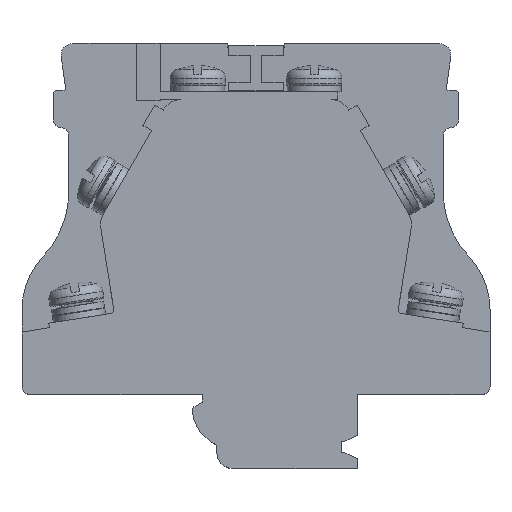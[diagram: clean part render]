
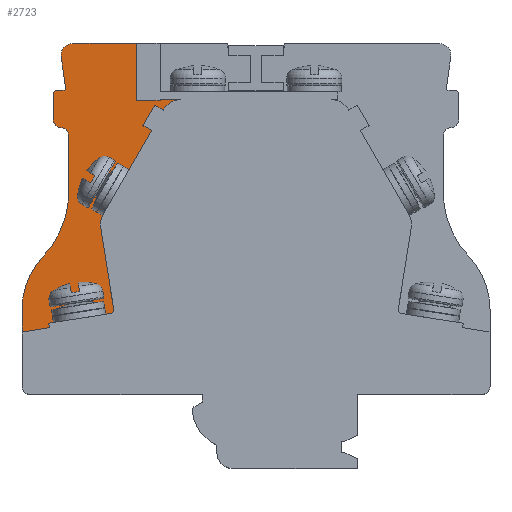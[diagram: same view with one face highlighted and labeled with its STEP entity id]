
A CAD part, top view. The second image highlights one B-rep face of the part: STEP entity #2723.
In plain terms, the highlighted planar face has unit normal (0, 0, 1).
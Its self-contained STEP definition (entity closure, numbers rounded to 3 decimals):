
#304=DIRECTION('',(0.,-1.,0.));
#305=VECTOR('',#304,2.871);
#306=CARTESIAN_POINT('',(-30.,-6.879,-3.4));
#307=LINE('',#306,#305);
#447=DIRECTION('',(0.,1.,0.));
#448=VECTOR('',#447,7.3);
#449=CARTESIAN_POINT('',(-15.3,19.95,-3.4));
#450=LINE('',#449,#448);
#451=DIRECTION('',(-1.,0.,0.));
#452=VECTOR('',#451,3.);
#453=CARTESIAN_POINT('',(-12.3,19.95,-3.4));
#454=LINE('',#453,#452);
#455=DIRECTION('',(0.,-1.,0.));
#456=VECTOR('',#455,0.1);
#457=CARTESIAN_POINT('',(-12.3,20.05,-3.4));
#458=LINE('',#457,#456);
#459=DIRECTION('',(-1.,0.,0.));
#460=VECTOR('',#459,2.643);
#461=CARTESIAN_POINT('',(-9.657,20.05,-3.4));
#462=LINE('',#461,#460);
#463=CARTESIAN_POINT('',(-9.657,17.55,-3.4));
#464=DIRECTION('',(0.,0.,-1.));
#465=DIRECTION('',(-0.866,0.5,0.));
#466=AXIS2_PLACEMENT_3D('',#463,#464,#465);
#468=DIRECTION('',(0.5,0.866,0.));
#469=VECTOR('',#468,0.115);
#470=CARTESIAN_POINT('',(-11.879,18.701,-3.4));
#471=LINE('',#470,#469);
#472=DIRECTION('',(0.866,-0.5,0.));
#473=VECTOR('',#472,1.294);
#474=CARTESIAN_POINT('',(-13.,19.348,-3.4));
#475=LINE('',#474,#473);
#476=DIRECTION('',(0.5,0.866,0.));
#477=VECTOR('',#476,3.);
#478=CARTESIAN_POINT('',(-14.5,16.75,-3.4));
#479=LINE('',#478,#477);
#480=DIRECTION('',(-0.866,0.5,0.));
#481=VECTOR('',#480,1.294);
#482=CARTESIAN_POINT('',(-13.379,16.103,-3.4));
#483=LINE('',#482,#481);
#484=DIRECTION('',(0.5,0.866,0.));
#485=VECTOR('',#484,12.457);
#486=CARTESIAN_POINT('',(-19.607,5.315,-3.4));
#487=LINE('',#486,#485);
#488=CARTESIAN_POINT('',(-17.442,4.065,-3.4));
#489=DIRECTION('',(0.,0.,-1.));
#490=DIRECTION('',(-0.988,-0.156,0.));
#491=AXIS2_PLACEMENT_3D('',#488,#489,#490);
#493=DIRECTION('',(-0.156,0.988,0.));
#494=VECTOR('',#493,10.615);
#495=CARTESIAN_POINT('',(-18.251,-6.81,-3.4));
#496=LINE('',#495,#494);
#497=CARTESIAN_POINT('',(-18.745,-6.888,-3.4));
#498=DIRECTION('',(0.,0.,1.));
#499=DIRECTION('',(0.156,-0.988,0.));
#500=AXIS2_PLACEMENT_3D('',#497,#498,#499);
#502=DIRECTION('',(0.988,0.156,0.));
#503=VECTOR('',#502,8.);
#504=CARTESIAN_POINT('',(-26.568,-8.634,-3.4));
#505=LINE('',#504,#503);
#506=DIRECTION('',(-0.156,0.988,0.));
#507=VECTOR('',#506,0.566);
#508=CARTESIAN_POINT('',(-26.48,-9.192,-3.4));
#509=LINE('',#508,#507);
#510=DIRECTION('',(0.988,0.156,0.));
#511=VECTOR('',#510,3.564);
#512=CARTESIAN_POINT('',(-30.,-9.75,-3.4));
#513=LINE('',#512,#511);
#534=DIRECTION('',(-1.,0.,0.));
#535=VECTOR('',#534,8.193);
#536=CARTESIAN_POINT('',(-15.3,27.25,-3.4));
#537=LINE('',#536,#535);
#1316=CARTESIAN_POINT('',(-23.493,25.75,-3.4));
#1317=DIRECTION('',(0.,0.,1.));
#1318=DIRECTION('',(0.,1.,0.));
#1319=AXIS2_PLACEMENT_3D('',#1316,#1317,#1318);
#1325=DIRECTION('',(0.139,-0.99,0.));
#1326=VECTOR('',#1325,4.103);
#1327=CARTESIAN_POINT('',(-24.978,25.541,-3.4));
#1328=LINE('',#1327,#1326);
#1333=CARTESIAN_POINT('',(-24.605,21.45,-3.4));
#1334=DIRECTION('',(0.,0.,1.));
#1335=DIRECTION('',(0.,-1.,0.));
#1336=AXIS2_PLACEMENT_3D('',#1333,#1334,#1335);
#1342=DIRECTION('',(-1.,0.,0.));
#1343=VECTOR('',#1342,0.895);
#1344=CARTESIAN_POINT('',(-24.605,21.25,-3.4));
#1345=LINE('',#1344,#1343);
#1350=CARTESIAN_POINT('',(-25.5,20.75,-3.4));
#1351=DIRECTION('',(0.,0.,1.));
#1352=DIRECTION('',(0.,1.,0.));
#1353=AXIS2_PLACEMENT_3D('',#1350,#1351,#1352);
#1359=DIRECTION('',(0.,-1.,0.));
#1360=VECTOR('',#1359,3.3);
#1361=CARTESIAN_POINT('',(-26.,20.75,-3.4));
#1362=LINE('',#1361,#1360);
#1367=CARTESIAN_POINT('',(-25.,17.45,-3.4));
#1368=DIRECTION('',(0.,0.,1.));
#1369=DIRECTION('',(-1.,0.,0.));
#1370=AXIS2_PLACEMENT_3D('',#1367,#1368,#1369);
#1376=CARTESIAN_POINT('',(-25.,15.45,-3.4));
#1377=DIRECTION('',(0.,0.,1.));
#1378=DIRECTION('',(1.,0.,0.));
#1379=AXIS2_PLACEMENT_3D('',#1376,#1377,#1378);
#1385=DIRECTION('',(0.,-1.,0.));
#1386=VECTOR('',#1385,7.229);
#1387=CARTESIAN_POINT('',(-24.,15.45,-3.4));
#1388=LINE('',#1387,#1386);
#1393=CARTESIAN_POINT('',(-36.,8.221,-3.4));
#1394=DIRECTION('',(0.,0.,1.));
#1395=DIRECTION('',(0.727,-0.686,0.));
#1396=AXIS2_PLACEMENT_3D('',#1393,#1394,#1395);
#1402=CARTESIAN_POINT('',(-20.,-6.879,-3.4));
#1403=DIRECTION('',(0.,0.,1.));
#1404=DIRECTION('',(-0.727,0.686,0.));
#1405=AXIS2_PLACEMENT_3D('',#1402,#1403,#1404);
#1985=CARTESIAN_POINT('',(-26.48,-9.192,-3.4));
#1986=CARTESIAN_POINT('',(-26.568,-8.634,-3.4));
#1987=VERTEX_POINT('',#1985);
#1988=VERTEX_POINT('',#1986);
#1989=CARTESIAN_POINT('',(-18.667,-7.382,-3.4));
#1990=VERTEX_POINT('',#1989);
#1991=CARTESIAN_POINT('',(-18.251,-6.81,-3.4));
#1992=VERTEX_POINT('',#1991);
#1993=CARTESIAN_POINT('',(-19.912,3.674,-3.4));
#1994=VERTEX_POINT('',#1993);
#1995=CARTESIAN_POINT('',(-19.607,5.315,-3.4));
#1996=VERTEX_POINT('',#1995);
#1997=CARTESIAN_POINT('',(-13.379,16.103,-3.4));
#1998=VERTEX_POINT('',#1997);
#1999=CARTESIAN_POINT('',(-14.5,16.75,-3.4));
#2000=VERTEX_POINT('',#1999);
#2001=CARTESIAN_POINT('',(-13.,19.348,-3.4));
#2002=VERTEX_POINT('',#2001);
#2003=CARTESIAN_POINT('',(-11.879,18.701,-3.4));
#2004=VERTEX_POINT('',#2003);
#2005=CARTESIAN_POINT('',(-11.822,18.8,-3.4));
#2006=VERTEX_POINT('',#2005);
#2007=CARTESIAN_POINT('',(-9.657,20.05,-3.4));
#2008=VERTEX_POINT('',#2007);
#2009=CARTESIAN_POINT('',(-12.3,20.05,-3.4));
#2010=VERTEX_POINT('',#2009);
#2011=CARTESIAN_POINT('',(-12.3,19.95,-3.4));
#2012=VERTEX_POINT('',#2011);
#2013=CARTESIAN_POINT('',(-15.3,19.95,-3.4));
#2014=VERTEX_POINT('',#2013);
#2175=CARTESIAN_POINT('',(-15.3,27.25,-3.4));
#2176=CARTESIAN_POINT('',(-23.493,27.25,-3.4));
#2177=VERTEX_POINT('',#2175);
#2178=VERTEX_POINT('',#2176);
#2179=CARTESIAN_POINT('',(-24.978,25.541,-3.4));
#2180=VERTEX_POINT('',#2179);
#2181=CARTESIAN_POINT('',(-24.407,21.478,-3.4));
#2182=VERTEX_POINT('',#2181);
#2183=CARTESIAN_POINT('',(-24.605,21.25,-3.4));
#2184=VERTEX_POINT('',#2183);
#2185=CARTESIAN_POINT('',(-25.5,21.25,-3.4));
#2186=VERTEX_POINT('',#2185);
#2187=CARTESIAN_POINT('',(-26.,20.75,-3.4));
#2188=VERTEX_POINT('',#2187);
#2189=CARTESIAN_POINT('',(-26.,17.45,-3.4));
#2190=VERTEX_POINT('',#2189);
#2191=CARTESIAN_POINT('',(-25.,16.45,-3.4));
#2192=VERTEX_POINT('',#2191);
#2193=CARTESIAN_POINT('',(-24.,15.45,-3.4));
#2194=VERTEX_POINT('',#2193);
#2195=CARTESIAN_POINT('',(-24.,8.221,-3.4));
#2196=VERTEX_POINT('',#2195);
#2197=CARTESIAN_POINT('',(-27.273,-0.016,-3.4));
#2198=VERTEX_POINT('',#2197);
#2199=CARTESIAN_POINT('',(-30.,-6.879,-3.4));
#2200=VERTEX_POINT('',#2199);
#2201=CARTESIAN_POINT('',(-30.,-9.75,-3.4));
#2202=VERTEX_POINT('',#2201);
#2660=CARTESIAN_POINT('',(0.,0.,-3.4));
#2661=DIRECTION('',(0.,0.,1.));
#2662=DIRECTION('',(1.,0.,0.));
#2663=AXIS2_PLACEMENT_3D('',#2660,#2661,#2662);
#2664=PLANE('',#2663);
#2666=ORIENTED_EDGE('',*,*,#2665,.F.);
#2668=ORIENTED_EDGE('',*,*,#2667,.F.);
#2670=ORIENTED_EDGE('',*,*,#2669,.F.);
#2672=ORIENTED_EDGE('',*,*,#2671,.F.);
#2674=ORIENTED_EDGE('',*,*,#2673,.F.);
#2676=ORIENTED_EDGE('',*,*,#2675,.F.);
#2678=ORIENTED_EDGE('',*,*,#2677,.F.);
#2680=ORIENTED_EDGE('',*,*,#2679,.F.);
#2682=ORIENTED_EDGE('',*,*,#2681,.F.);
#2684=ORIENTED_EDGE('',*,*,#2683,.F.);
#2686=ORIENTED_EDGE('',*,*,#2685,.F.);
#2688=ORIENTED_EDGE('',*,*,#2687,.F.);
#2690=ORIENTED_EDGE('',*,*,#2689,.F.);
#2692=ORIENTED_EDGE('',*,*,#2691,.F.);
#2694=ORIENTED_EDGE('',*,*,#2693,.F.);
#2696=ORIENTED_EDGE('',*,*,#2695,.F.);
#2697=ORIENTED_EDGE('',*,*,#2530,.F.);
#2698=ORIENTED_EDGE('',*,*,#2542,.F.);
#2700=ORIENTED_EDGE('',*,*,#2699,.F.);
#2702=ORIENTED_EDGE('',*,*,#2701,.T.);
#2704=ORIENTED_EDGE('',*,*,#2703,.F.);
#2706=ORIENTED_EDGE('',*,*,#2705,.T.);
#2708=ORIENTED_EDGE('',*,*,#2707,.F.);
#2710=ORIENTED_EDGE('',*,*,#2709,.F.);
#2712=ORIENTED_EDGE('',*,*,#2711,.F.);
#2714=ORIENTED_EDGE('',*,*,#2713,.F.);
#2716=ORIENTED_EDGE('',*,*,#2715,.T.);
#2718=ORIENTED_EDGE('',*,*,#2717,.F.);
#2720=ORIENTED_EDGE('',*,*,#2719,.F.);
#2721=EDGE_LOOP('',(#2666,#2668,#2670,#2672,#2674,#2676,#2678,#2680,#2682,#2684,
#2686,#2688,#2690,#2692,#2694,#2696,#2697,#2698,#2700,#2702,#2704,#2706,#2708,
#2710,#2712,#2714,#2716,#2718,#2720));
#2722=FACE_OUTER_BOUND('',#2721,.F.);
#467=CIRCLE('',#466,2.5);
#492=CIRCLE('',#491,2.5);
#501=CIRCLE('',#500,0.5);
#1320=CIRCLE('',#1319,1.5);
#1337=CIRCLE('',#1336,0.2);
#1354=CIRCLE('',#1353,0.5);
#1371=CIRCLE('',#1370,1.);
#1380=CIRCLE('',#1379,1.);
#1397=CIRCLE('',#1396,12.);
#1406=CIRCLE('',#1405,10.);
#2530=EDGE_CURVE('',#2202,#1987,#513,.T.);
#2542=EDGE_CURVE('',#2200,#2202,#307,.T.);
#2665=EDGE_CURVE('',#2177,#2178,#537,.T.);
#2667=EDGE_CURVE('',#2014,#2177,#450,.T.);
#2669=EDGE_CURVE('',#2012,#2014,#454,.T.);
#2671=EDGE_CURVE('',#2010,#2012,#458,.T.);
#2673=EDGE_CURVE('',#2008,#2010,#462,.T.);
#2675=EDGE_CURVE('',#2006,#2008,#467,.T.);
#2677=EDGE_CURVE('',#2004,#2006,#471,.T.);
#2679=EDGE_CURVE('',#2002,#2004,#475,.T.);
#2681=EDGE_CURVE('',#2000,#2002,#479,.T.);
#2683=EDGE_CURVE('',#1998,#2000,#483,.T.);
#2685=EDGE_CURVE('',#1996,#1998,#487,.T.);
#2687=EDGE_CURVE('',#1994,#1996,#492,.T.);
#2689=EDGE_CURVE('',#1992,#1994,#496,.T.);
#2691=EDGE_CURVE('',#1990,#1992,#501,.T.);
#2693=EDGE_CURVE('',#1988,#1990,#505,.T.);
#2695=EDGE_CURVE('',#1987,#1988,#509,.T.);
#2699=EDGE_CURVE('',#2198,#2200,#1406,.T.);
#2701=EDGE_CURVE('',#2198,#2196,#1397,.T.);
#2703=EDGE_CURVE('',#2194,#2196,#1388,.T.);
#2705=EDGE_CURVE('',#2194,#2192,#1380,.T.);
#2707=EDGE_CURVE('',#2190,#2192,#1371,.T.);
#2709=EDGE_CURVE('',#2188,#2190,#1362,.T.);
#2711=EDGE_CURVE('',#2186,#2188,#1354,.T.);
#2713=EDGE_CURVE('',#2184,#2186,#1345,.T.);
#2715=EDGE_CURVE('',#2184,#2182,#1337,.T.);
#2717=EDGE_CURVE('',#2180,#2182,#1328,.T.);
#2719=EDGE_CURVE('',#2178,#2180,#1320,.T.);
#2723=ADVANCED_FACE('',(#2722),#2664,.T.);
